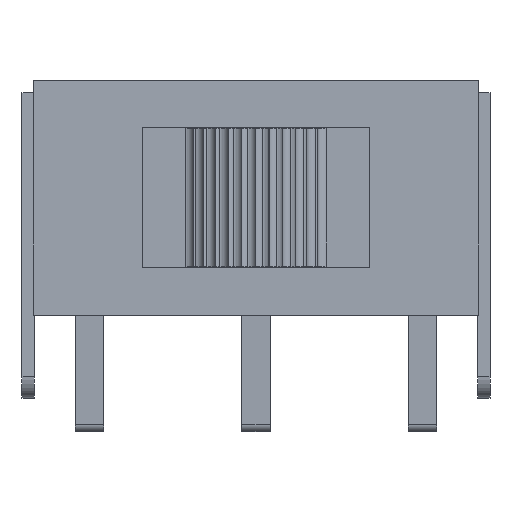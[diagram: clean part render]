
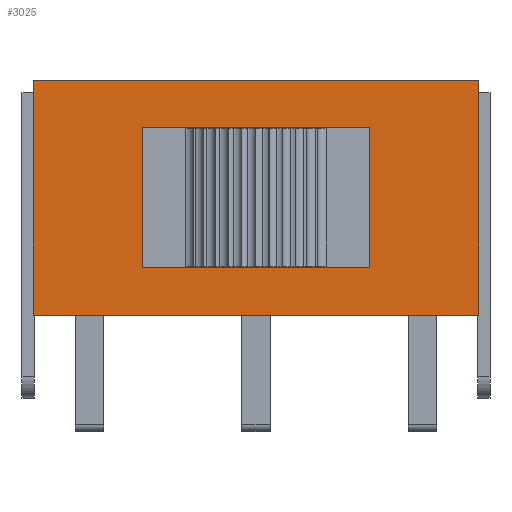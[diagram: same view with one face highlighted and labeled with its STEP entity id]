
A CAD part, top view. The second image highlights one B-rep face of the part: STEP entity #3025.
In plain terms, the highlighted planar face has unit normal (0, 0, 1).
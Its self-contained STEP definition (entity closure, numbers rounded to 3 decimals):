
#12 = VECTOR ( 'NONE', #3554, 1000. ) ;
#208 = CARTESIAN_POINT ( 'NONE',  ( 6.35, 3.35, 3.8 ) ) ;
#226 = ORIENTED_EDGE ( 'NONE', *, *, #3020, .F. ) ;
#322 = ORIENTED_EDGE ( 'NONE', *, *, #698, .F. ) ;
#389 = CARTESIAN_POINT ( 'NONE',  ( 3.25, -2., 3.8 ) ) ;
#462 = ORIENTED_EDGE ( 'NONE', *, *, #5034, .F. ) ;
#464 = ORIENTED_EDGE ( 'NONE', *, *, #4292, .T. ) ;
#571 = FACE_BOUND ( 'NONE', #2110, .T. ) ;
#698 = EDGE_CURVE ( 'NONE', #4178, #3907, #5725, .T. ) ;
#1035 = CARTESIAN_POINT ( 'NONE',  ( -3.25, -2., 3.8 ) ) ;
#1153 = LINE ( 'NONE', #4896, #4590 ) ;
#1173 = VECTOR ( 'NONE', #5270, 1000. ) ;
#1191 = CARTESIAN_POINT ( 'NONE',  ( 3.25, 2., 3.8 ) ) ;
#1407 = EDGE_CURVE ( 'NONE', #3907, #5193, #3475, .T. ) ;
#1607 = DIRECTION ( 'NONE',  ( -1., 0., 0. ) ) ;
#1618 = PLANE ( 'NONE',  #4388 ) ;
#1633 = CARTESIAN_POINT ( 'NONE',  ( 6.35, -3., 3.8 ) ) ;
#1656 = VECTOR ( 'NONE', #5214, 1000. ) ;
#1784 = CARTESIAN_POINT ( 'NONE',  ( 6.35, -3.35, 3.8 ) ) ;
#1804 = ORIENTED_EDGE ( 'NONE', *, *, #3277, .T. ) ;
#1994 = DIRECTION ( 'NONE',  ( 0., 1., 0. ) ) ;
#2074 = CARTESIAN_POINT ( 'NONE',  ( 3.25, 2., 3.8 ) ) ;
#2094 = DIRECTION ( 'NONE',  ( 1., 0., 0. ) ) ;
#2110 = EDGE_LOOP ( 'NONE', ( #462, #226, #2244, #322 ) ) ;
#2134 = CARTESIAN_POINT ( 'NONE',  ( 6.35, -3., 3.8 ) ) ;
#2191 = VERTEX_POINT ( 'NONE', #1784 ) ;
#2202 = DIRECTION ( 'NONE',  ( -1., 0., 0. ) ) ;
#2203 = CARTESIAN_POINT ( 'NONE',  ( -6.35, 3.35, 3.8 ) ) ;
#2244 = ORIENTED_EDGE ( 'NONE', *, *, #1407, .F. ) ;
#2283 = VECTOR ( 'NONE', #3446, 1000. ) ;
#2347 = ORIENTED_EDGE ( 'NONE', *, *, #3173, .F. ) ;
#2395 = LINE ( 'NONE', #2134, #1173 ) ;
#2485 = VERTEX_POINT ( 'NONE', #1035 ) ;
#2741 = CARTESIAN_POINT ( 'NONE',  ( 3.25, -2., 3.8 ) ) ;
#2870 = FACE_OUTER_BOUND ( 'NONE', #3515, .T. ) ;
#2982 = CARTESIAN_POINT ( 'NONE',  ( -3.25, -2., 3.8 ) ) ;
#3016 = LINE ( 'NONE', #2982, #1656 ) ;
#3020 = EDGE_CURVE ( 'NONE', #5193, #2485, #3016, .T. ) ;
#3025 = ADVANCED_FACE ( 'NONE', ( #571, #2870 ), #1618, .T. ) ;
#3071 = DIRECTION ( 'NONE',  ( 0., 1., 0. ) ) ;
#3173 = EDGE_CURVE ( 'NONE', #3854, #4099, #4242, .T. ) ;
#3260 = CARTESIAN_POINT ( 'NONE',  ( -3.25, 2., 3.8 ) ) ;
#3277 = EDGE_CURVE ( 'NONE', #4702, #4099, #1153, .T. ) ;
#3342 = CARTESIAN_POINT ( 'NONE',  ( 3.25, -2., 3.8 ) ) ;
#3346 = VECTOR ( 'NONE', #1994, 1000. ) ;
#3403 = CARTESIAN_POINT ( 'NONE',  ( 6.35, -3.35, 3.8 ) ) ;
#3446 = DIRECTION ( 'NONE',  ( -1., 0., 0. ) ) ;
#3475 = LINE ( 'NONE', #1191, #2283 ) ;
#3515 = EDGE_LOOP ( 'NONE', ( #2347, #3856, #464, #1804 ) ) ;
#3554 = DIRECTION ( 'NONE',  ( 1., 0., 0. ) ) ;
#3623 = LINE ( 'NONE', #389, #12 ) ;
#3854 = VERTEX_POINT ( 'NONE', #5157 ) ;
#3856 = ORIENTED_EDGE ( 'NONE', *, *, #5359, .F. ) ;
#3907 = VERTEX_POINT ( 'NONE', #2074 ) ;
#4099 = VERTEX_POINT ( 'NONE', #2203 ) ;
#4178 = VERTEX_POINT ( 'NONE', #2741 ) ;
#4242 = LINE ( 'NONE', #5742, #5586 ) ;
#4292 = EDGE_CURVE ( 'NONE', #2191, #4702, #2395, .T. ) ;
#4304 = VECTOR ( 'NONE', #1607, 1000. ) ;
#4388 = AXIS2_PLACEMENT_3D ( 'NONE', #1633, #4779, #2094 ) ;
#4590 = VECTOR ( 'NONE', #2202, 1000. ) ;
#4702 = VERTEX_POINT ( 'NONE', #208 ) ;
#4779 = DIRECTION ( 'NONE',  ( 0., 0., 1. ) ) ;
#4896 = CARTESIAN_POINT ( 'NONE',  ( 6.35, 3.35, 3.8 ) ) ;
#5034 = EDGE_CURVE ( 'NONE', #2485, #4178, #3623, .T. ) ;
#5157 = CARTESIAN_POINT ( 'NONE',  ( -6.35, -3.35, 3.8 ) ) ;
#5193 = VERTEX_POINT ( 'NONE', #3260 ) ;
#5214 = DIRECTION ( 'NONE',  ( 0., -1., 0. ) ) ;
#5270 = DIRECTION ( 'NONE',  ( 0., 1., 0. ) ) ;
#5359 = EDGE_CURVE ( 'NONE', #2191, #3854, #5500, .T. ) ;
#5500 = LINE ( 'NONE', #3403, #4304 ) ;
#5586 = VECTOR ( 'NONE', #3071, 1000. ) ;
#5725 = LINE ( 'NONE', #3342, #3346 ) ;
#5742 = CARTESIAN_POINT ( 'NONE',  ( -6.35, -3., 3.8 ) ) ;
